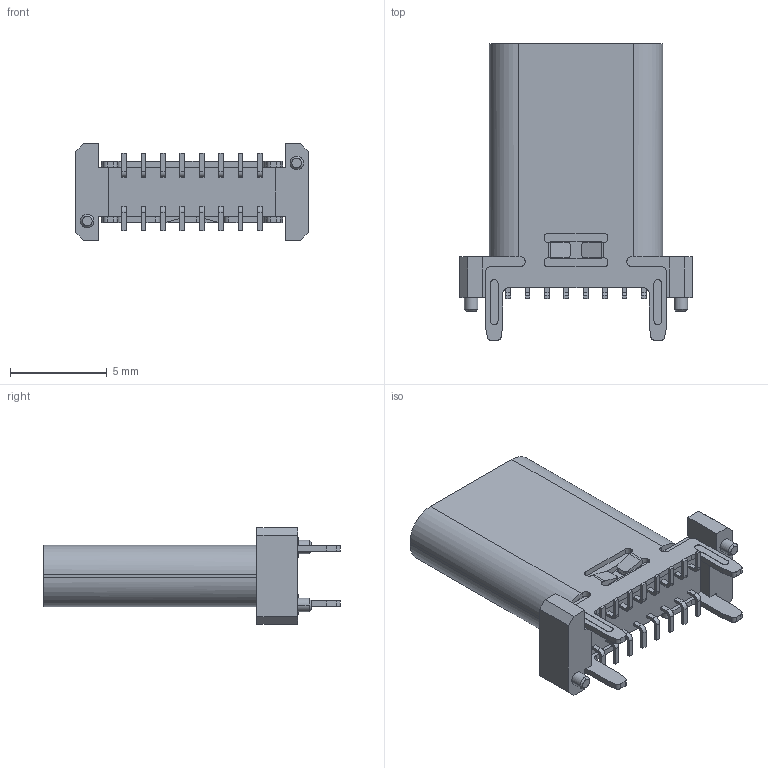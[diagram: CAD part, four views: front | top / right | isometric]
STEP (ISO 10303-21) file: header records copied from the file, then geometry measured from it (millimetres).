
FILE_DESCRIPTION (( 'STEP AP203' ), '1' );
FILE_NAME ('LCK-TCF817-L131YL-G3.STEP', '2025-02-14T09:40:36', ( 'admin' ), ( '' ), 'SwSTEP 2.0', 'SolidWorks 2022', '' );
FILE_SCHEMA (( 'CONFIG_CONTROL_DESIGN' ));
Length unit declared in the file: millimetre
Products named in the file (1): LCK-TCF817-L131YL-G3
Bounding box: 12 x 15.3 x 5 mm (x, y, z)
Volume: 273.4 mm3; surface area: 886.2 mm2
Topology: 1 solids, 1 shells, 536 faces, 1519 edges, 1004 vertices
Faces by surface type: plane 370, cylinder 154, cone 12
Entity records: 17537 total; most frequent: CARTESIAN_POINT 3360, ORIENTED_EDGE 3038, DIRECTION 2828, EDGE_CURVE 1519, LINE 1136, VECTOR 1136, VERTEX_POINT 1004, AXIS2_PLACEMENT_3D 846
